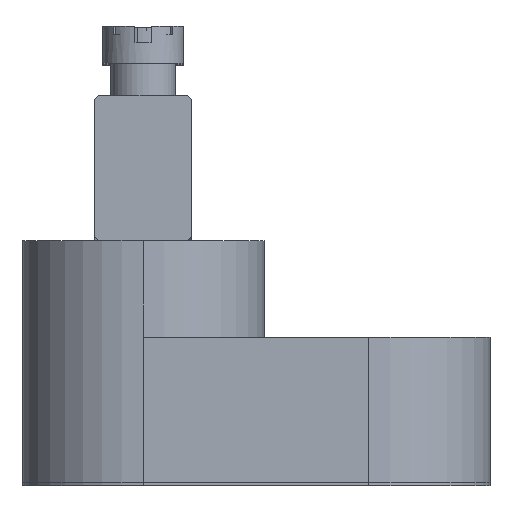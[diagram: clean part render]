
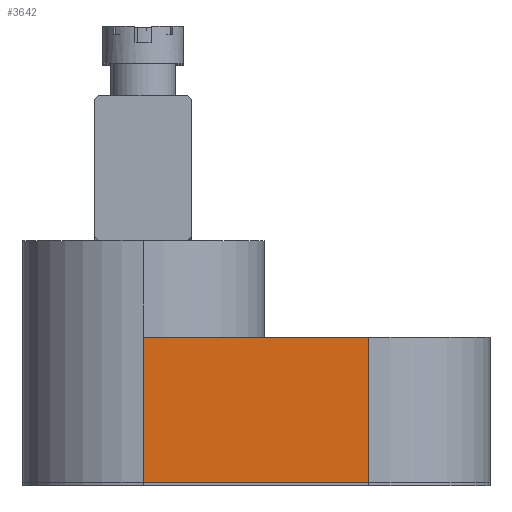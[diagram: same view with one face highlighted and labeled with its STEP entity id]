
A CAD part, top view. The second image highlights one B-rep face of the part: STEP entity #3642.
In plain terms, the highlighted planar face has unit normal (0, 0, 1).
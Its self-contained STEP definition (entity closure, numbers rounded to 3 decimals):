
#145 = CARTESIAN_POINT ( 'NONE',  ( -7., 9., 7.5 ) ) ;
#618 = VERTEX_POINT ( 'NONE', #4857 ) ;
#648 = DIRECTION ( 'NONE',  ( 0., 1., 0. ) ) ;
#660 = FACE_OUTER_BOUND ( 'NONE', #5402, .T. ) ;
#664 = CARTESIAN_POINT ( 'NONE',  ( 7., 0., 7.5 ) ) ;
#666 = CARTESIAN_POINT ( 'NONE',  ( 7., -10.607, 7.5 ) ) ;
#805 = VECTOR ( 'NONE', #2956, 1000. ) ;
#1886 = VECTOR ( 'NONE', #648, 1000. ) ;
#2044 = ORIENTED_EDGE ( 'NONE', *, *, #6169, .F. ) ;
#2522 = VERTEX_POINT ( 'NONE', #2658 ) ;
#2658 = CARTESIAN_POINT ( 'NONE',  ( -7., 0., 7.5 ) ) ;
#2717 = LINE ( 'NONE', #2938, #4181 ) ;
#2727 = DIRECTION ( 'NONE',  ( 1., 0., 0. ) ) ;
#2755 = VERTEX_POINT ( 'NONE', #145 ) ;
#2938 = CARTESIAN_POINT ( 'NONE',  ( -14.5, 9., 7.5 ) ) ;
#2953 = CARTESIAN_POINT ( 'NONE',  ( -7., -10.607, 7.5 ) ) ;
#2956 = DIRECTION ( 'NONE',  ( 0., 1., 0. ) ) ;
#3023 = DIRECTION ( 'NONE',  ( -1., 0., 0. ) ) ;
#3159 = VECTOR ( 'NONE', #3203, 1000. ) ;
#3188 = DIRECTION ( 'NONE',  ( 0., 0., -1. ) ) ;
#3194 = PLANE ( 'NONE',  #8109 ) ;
#3203 = DIRECTION ( 'NONE',  ( 1., 0., 0. ) ) ;
#3281 = CARTESIAN_POINT ( 'NONE',  ( -14.5, 0., 7.5 ) ) ;
#3293 = CARTESIAN_POINT ( 'NONE',  ( -14.5, 9., 7.5 ) ) ;
#3433 = EDGE_CURVE ( 'NONE', #6820, #618, #5514, .T. ) ;
#3642 = ADVANCED_FACE ( 'NONE', ( #660 ), #3194, .F. ) ;
#3732 = ORIENTED_EDGE ( 'NONE', *, *, #6069, .T. ) ;
#4181 = VECTOR ( 'NONE', #2727, 1000. ) ;
#4857 = CARTESIAN_POINT ( 'NONE',  ( 7., 9., 7.5 ) ) ;
#5402 = EDGE_LOOP ( 'NONE', ( #5453, #2044, #7878, #3732 ) ) ;
#5453 = ORIENTED_EDGE ( 'NONE', *, *, #3433, .T. ) ;
#5514 = LINE ( 'NONE', #666, #1886 ) ;
#6058 = LINE ( 'NONE', #2953, #805 ) ;
#6069 = EDGE_CURVE ( 'NONE', #2522, #6820, #7973, .T. ) ;
#6117 = EDGE_CURVE ( 'NONE', #2522, #2755, #6058, .T. ) ;
#6169 = EDGE_CURVE ( 'NONE', #2755, #618, #2717, .T. ) ;
#6820 = VERTEX_POINT ( 'NONE', #664 ) ;
#7878 = ORIENTED_EDGE ( 'NONE', *, *, #6117, .F. ) ;
#7973 = LINE ( 'NONE', #3281, #3159 ) ;
#8109 = AXIS2_PLACEMENT_3D ( 'NONE', #3293, #3188, #3023 ) ;
